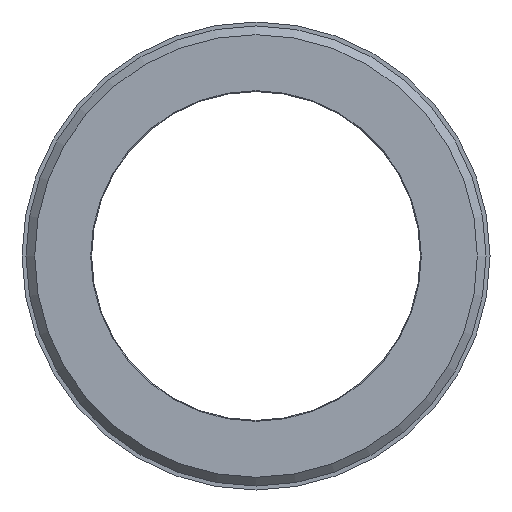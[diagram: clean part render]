
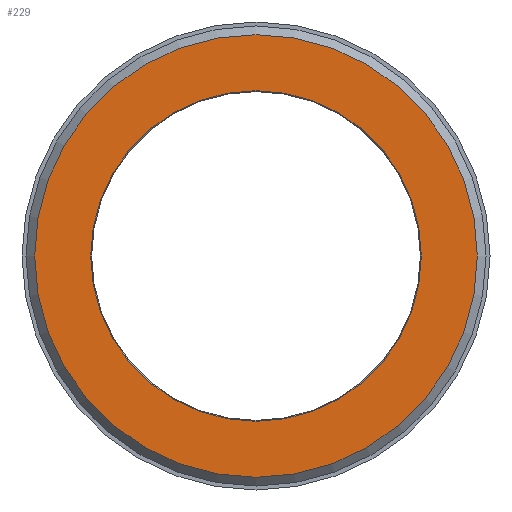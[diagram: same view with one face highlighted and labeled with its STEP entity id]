
A CAD part, front view. The second image highlights one B-rep face of the part: STEP entity #229.
In plain terms, the highlighted planar face has unit normal (0, -1, 0).
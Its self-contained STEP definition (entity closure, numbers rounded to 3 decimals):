
#25=PLANE('',#252);
#34=ORIENTED_EDGE('',*,*,#58,.T.);
#35=ORIENTED_EDGE('',*,*,#59,.T.);
#58=EDGE_CURVE('',#70,#70,#82,.F.);
#59=EDGE_CURVE('',#71,#71,#83,.T.);
#70=VERTEX_POINT('',#335);
#71=VERTEX_POINT('',#337);
#82=CIRCLE('',#253,12.721);
#83=CIRCLE('',#254,9.5);
#94=EDGE_LOOP('',(#34));
#95=EDGE_LOOP('',(#35));
#118=FACE_BOUND('',#94,.T.);
#119=FACE_BOUND('',#95,.T.);
#229=ADVANCED_FACE('',(#118,#119),#25,.F.);
#252=AXIS2_PLACEMENT_3D('',#333,#287,#288);
#253=AXIS2_PLACEMENT_3D('',#334,#289,#290);
#254=AXIS2_PLACEMENT_3D('',#336,#291,#292);
#287=DIRECTION('',(0.,1.,0.));
#288=DIRECTION('',(0.,0.,1.));
#289=DIRECTION('',(0.,1.,0.));
#290=DIRECTION('',(0.,0.,1.));
#291=DIRECTION('',(0.,1.,0.));
#292=DIRECTION('',(0.,0.,1.));
#333=CARTESIAN_POINT('',(0.,-32.5,0.));
#334=CARTESIAN_POINT('',(0.,-32.5,0.));
#335=CARTESIAN_POINT('',(0.,-32.5,12.721));
#336=CARTESIAN_POINT('',(0.,-32.5,0.));
#337=CARTESIAN_POINT('',(0.,-32.5,9.5));
